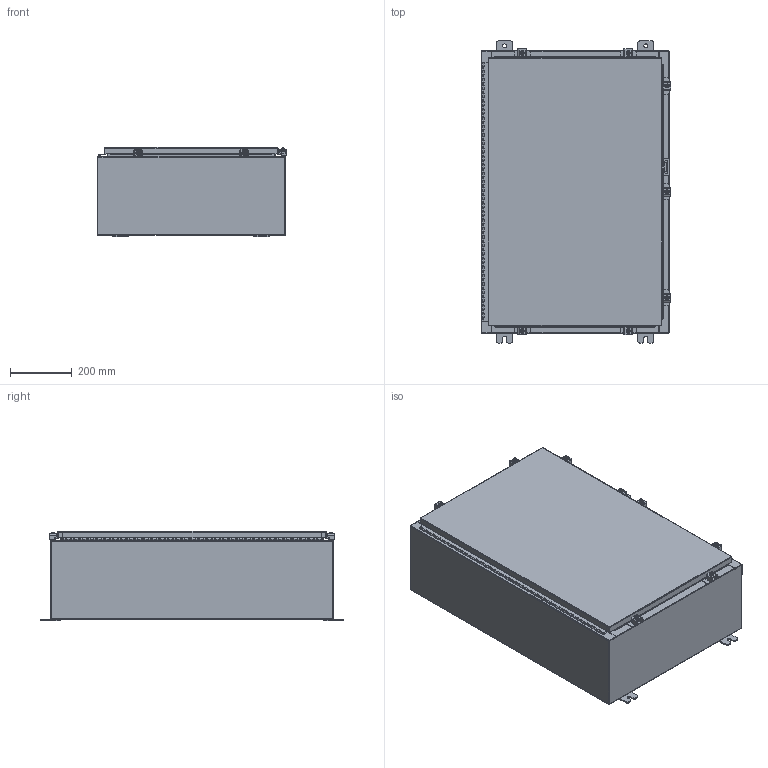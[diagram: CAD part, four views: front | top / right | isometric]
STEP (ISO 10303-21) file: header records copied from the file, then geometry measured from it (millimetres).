
FILE_DESCRIPTION (( 'STEP AP203' ), '1' );
FILE_NAME ('N36H2410SS6WP.STEP', '2014-01-14T17:45:11', ( 'changeme' ), ( 'Microsoft' ), 'SwSTEP 2.0', 'SolidWorks 2013', '' );
FILE_SCHEMA (( 'CONFIG_CONTROL_DESIGN' ));
Length unit declared in the file: inch
Products named in the file (19): N36H2410SS6WP Body; N36H2410SS6WP Padlock Hasp; N36H2410SS6WP Bottom; N36H2410SS6WP Clamp Bracket; N36H2410SS6WP Backpanel; N36H2410SS6WP Top; N36H2410SS6WP 22101002; N36H2410SS6WP Mounting Studs; N36H2410SS6WP; N36H2410SS6WP 22104005_DEFAULT; N36H2410SS6WP Hinge Enclosure Side2; N36H2410SS6WP Clamp Top; N36H2410SS6WP Hinge Cover Side; N36H2410SS6WP Clamp Assembly; N36H2410SS6WP 125 Pin Hinge; N36H2410SS6WP Standard Clamps; N36H2410SS6WP Mounting Feet; N36H2410SS6WP Cover; N36H2410SS6WP Padlock Staple
Assembly tree (33 placements, depth 4):
  N36H2410SS6WP
    N36H2410SS6WP Backpanel
    N36H2410SS6WP Mounting Studs  x6
    N36H2410SS6WP 125 Pin Hinge
      N36H2410SS6WP Hinge Enclosure Side2
      N36H2410SS6WP Hinge Cover Side
    N36H2410SS6WP Mounting Feet  x4
    N36H2410SS6WP Padlock Staple
    N36H2410SS6WP Padlock Hasp
    N36H2410SS6WP Standard Clamps  x7
      N36H2410SS6WP Clamp Bracket
      N36H2410SS6WP Clamp Assembly
        N36H2410SS6WP 22101002  x2
        N36H2410SS6WP 22104005_DEFAULT
        N36H2410SS6WP Clamp Top
    N36H2410SS6WP Cover
    N36H2410SS6WP Body
    N36H2410SS6WP Bottom
    N36H2410SS6WP Top
Bounding box: 614.95 x 977.9 x 289.27 mm (x, y, z)
Volume: 5382226 mm3; surface area: 5306868.1 mm2
Topology: 54 solids, 54 shells, 2184 faces, 5506 edges, 3462 vertices
Faces by surface type: plane 1138, cylinder 922, torus 62, cone 54, bspline 8
Entity records: 42101 total; most frequent: CARTESIAN_POINT 7288, DIRECTION 7074, ORIENTED_EDGE 6648, EDGE_CURVE 3324, AXIS2_PLACEMENT_3D 2460, LINE 2154, VECTOR 2154, VERTEX_POINT 2052
